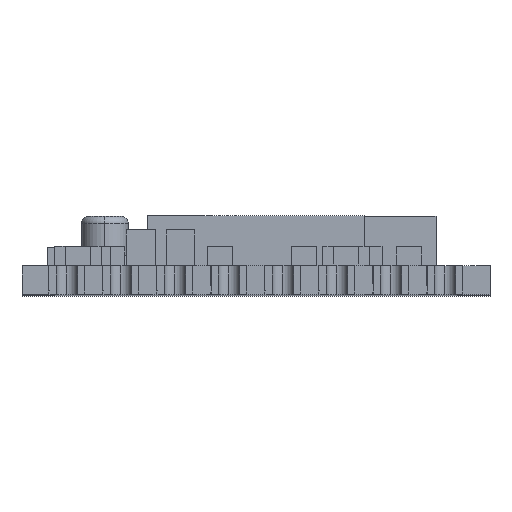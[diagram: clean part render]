
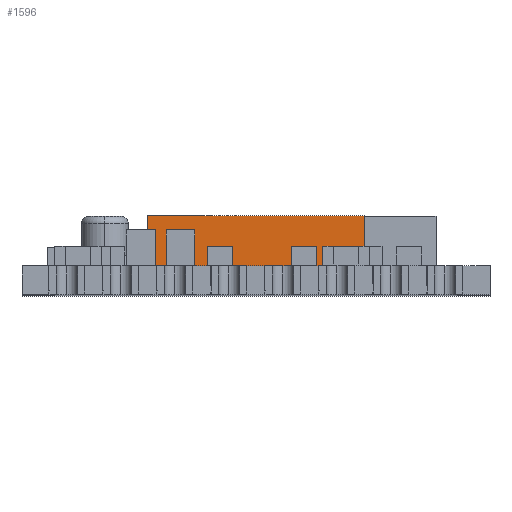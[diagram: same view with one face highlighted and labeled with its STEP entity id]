
A CAD part, top view. The second image highlights one B-rep face of the part: STEP entity #1596.
In plain terms, the highlighted planar face has unit normal (0, 0, 1).
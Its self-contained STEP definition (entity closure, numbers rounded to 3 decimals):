
#1291 = LINE ( 'NONE', #19390, #10378 ) ;
#1314 = EDGE_LOOP ( 'NONE', ( #8450, #18247, #5074, #11089 ) ) ;
#1596 = ADVANCED_FACE ( 'NONE', ( #6417 ), #14102, .F. ) ;
#2018 = EDGE_CURVE ( 'NONE', #21805, #29813, #24976, .T. ) ;
#4526 = CARTESIAN_POINT ( 'NONE',  ( -3., 2.2, 7.45 ) ) ;
#5044 = VECTOR ( 'NONE', #27509, 1000. ) ;
#5074 = ORIENTED_EDGE ( 'NONE', *, *, #2018, .F. ) ;
#6417 = FACE_OUTER_BOUND ( 'NONE', #1314, .T. ) ;
#7510 = CARTESIAN_POINT ( 'NONE',  ( -3., 2.2, 7.45 ) ) ;
#8450 = ORIENTED_EDGE ( 'NONE', *, *, #17394, .T. ) ;
#10378 = VECTOR ( 'NONE', #27240, 1000. ) ;
#10718 = CARTESIAN_POINT ( 'NONE',  ( -3., 0.8, 7.45 ) ) ;
#11015 = LINE ( 'NONE', #24326, #22886 ) ;
#11089 = ORIENTED_EDGE ( 'NONE', *, *, #29101, .T. ) ;
#11670 = DIRECTION ( 'NONE',  ( 0., -1., 0. ) ) ;
#11771 = EDGE_CURVE ( 'NONE', #29813, #18501, #11015, .T. ) ;
#13602 = DIRECTION ( 'NONE',  ( 0., 0., -1. ) ) ;
#14102 = PLANE ( 'NONE',  #16399 ) ;
#16399 = AXIS2_PLACEMENT_3D ( 'NONE', #23916, #13602, #28892 ) ;
#17394 = EDGE_CURVE ( 'NONE', #23264, #18501, #1291, .T. ) ;
#18247 = ORIENTED_EDGE ( 'NONE', *, *, #11771, .F. ) ;
#18501 = VERTEX_POINT ( 'NONE', #23321 ) ;
#19390 = CARTESIAN_POINT ( 'NONE',  ( -3., 0.8, 7.45 ) ) ;
#19807 = CARTESIAN_POINT ( 'NONE',  ( -3., 2.2, 7.45 ) ) ;
#19944 = DIRECTION ( 'NONE',  ( 1., 0., 0. ) ) ;
#20686 = VECTOR ( 'NONE', #19944, 1000. ) ;
#21213 = CARTESIAN_POINT ( 'NONE',  ( 3., 2.2, 7.45 ) ) ;
#21805 = VERTEX_POINT ( 'NONE', #7510 ) ;
#22886 = VECTOR ( 'NONE', #11670, 1000. ) ;
#23264 = VERTEX_POINT ( 'NONE', #10718 ) ;
#23321 = CARTESIAN_POINT ( 'NONE',  ( 3., 0.8, 7.45 ) ) ;
#23916 = CARTESIAN_POINT ( 'NONE',  ( -3., 2.2, 7.45 ) ) ;
#24326 = CARTESIAN_POINT ( 'NONE',  ( 3., 2.2, 7.45 ) ) ;
#24976 = LINE ( 'NONE', #4526, #20686 ) ;
#27240 = DIRECTION ( 'NONE',  ( 1., 0., 0. ) ) ;
#27509 = DIRECTION ( 'NONE',  ( 0., -1., 0. ) ) ;
#27834 = LINE ( 'NONE', #19807, #5044 ) ;
#28892 = DIRECTION ( 'NONE',  ( -1., 0., 0. ) ) ;
#29101 = EDGE_CURVE ( 'NONE', #21805, #23264, #27834, .T. ) ;
#29813 = VERTEX_POINT ( 'NONE', #21213 ) ;
